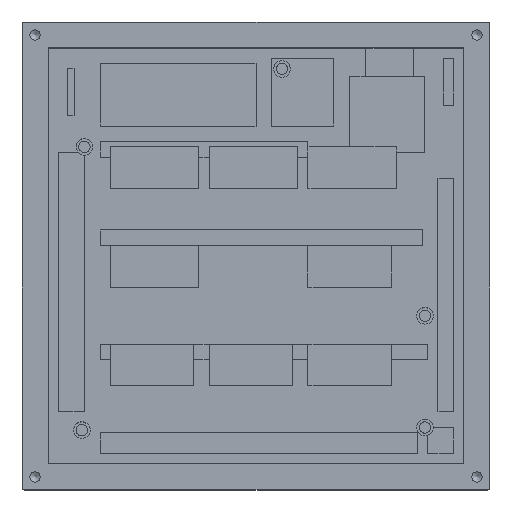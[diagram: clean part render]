
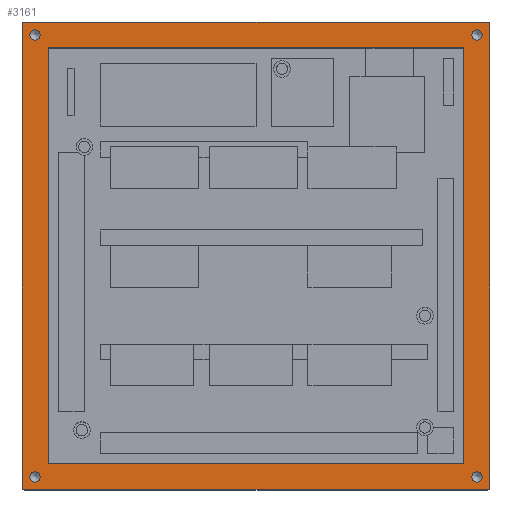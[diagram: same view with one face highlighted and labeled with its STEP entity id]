
A CAD part, top view. The second image highlights one B-rep face of the part: STEP entity #3161.
In plain terms, the highlighted planar face has unit normal (0, 0, 1).
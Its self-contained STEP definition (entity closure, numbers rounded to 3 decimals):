
#114=CIRCLE('',#3377,0.5);
#115=CIRCLE('',#3379,0.5);
#116=CIRCLE('',#3383,0.5);
#117=CIRCLE('',#3385,0.5);
#119=CIRCLE('',#3392,1.);
#121=CIRCLE('',#3396,1.);
#123=CIRCLE('',#3400,1.);
#125=CIRCLE('',#3404,1.);
#143=FACE_BOUND('',#459,.T.);
#144=FACE_BOUND('',#460,.T.);
#145=FACE_BOUND('',#461,.T.);
#146=FACE_BOUND('',#462,.T.);
#147=FACE_BOUND('',#463,.T.);
#263=FACE_OUTER_BOUND('',#458,.T.);
#458=EDGE_LOOP('',(#2606,#2607,#2608,#2609,#2610,#2611,#2612,#2613));
#459=EDGE_LOOP('',(#2614));
#460=EDGE_LOOP('',(#2615));
#461=EDGE_LOOP('',(#2616));
#462=EDGE_LOOP('',(#2617));
#463=EDGE_LOOP('',(#2618,#2619,#2620,#2621));
#816=LINE('',#4985,#1203);
#817=LINE('',#4987,#1204);
#826=LINE('',#5026,#1213);
#827=LINE('',#5027,#1214);
#828=LINE('',#5030,#1215);
#829=LINE('',#5032,#1216);
#830=LINE('',#5034,#1217);
#831=LINE('',#5035,#1218);
#1203=VECTOR('',#4050,10.);
#1204=VECTOR('',#4053,10.);
#1213=VECTOR('',#4098,10.);
#1214=VECTOR('',#4099,10.);
#1215=VECTOR('',#4100,10.);
#1216=VECTOR('',#4101,10.);
#1217=VECTOR('',#4102,10.);
#1218=VECTOR('',#4103,10.);
#1529=VERTEX_POINT('',#4955);
#1530=VERTEX_POINT('',#4956);
#1531=VERTEX_POINT('',#4961);
#1532=VERTEX_POINT('',#4962);
#1533=VERTEX_POINT('',#4973);
#1534=VERTEX_POINT('',#4974);
#1535=VERTEX_POINT('',#4979);
#1536=VERTEX_POINT('',#4980);
#1539=VERTEX_POINT('',#4995);
#1542=VERTEX_POINT('',#5004);
#1545=VERTEX_POINT('',#5013);
#1548=VERTEX_POINT('',#5022);
#1549=VERTEX_POINT('',#5028);
#1550=VERTEX_POINT('',#5029);
#1551=VERTEX_POINT('',#5031);
#1552=VERTEX_POINT('',#5033);
#1902=EDGE_CURVE('',#1529,#1530,#114,.T.);
#1905=EDGE_CURVE('',#1531,#1532,#115,.T.);
#1912=EDGE_CURVE('',#1533,#1534,#116,.T.);
#1915=EDGE_CURVE('',#1535,#1536,#117,.T.);
#1918=EDGE_CURVE('',#1534,#1529,#816,.T.);
#1919=EDGE_CURVE('',#1536,#1533,#817,.T.);
#1922=EDGE_CURVE('',#1539,#1539,#119,.T.);
#1926=EDGE_CURVE('',#1542,#1542,#121,.T.);
#1930=EDGE_CURVE('',#1545,#1545,#123,.T.);
#1934=EDGE_CURVE('',#1548,#1548,#125,.T.);
#1936=EDGE_CURVE('',#1532,#1535,#826,.T.);
#1937=EDGE_CURVE('',#1530,#1531,#827,.T.);
#1938=EDGE_CURVE('',#1549,#1550,#828,.T.);
#1939=EDGE_CURVE('',#1551,#1549,#829,.T.);
#1940=EDGE_CURVE('',#1552,#1551,#830,.T.);
#1941=EDGE_CURVE('',#1550,#1552,#831,.T.);
#2606=ORIENTED_EDGE('',*,*,#1902,.F.);
#2607=ORIENTED_EDGE('',*,*,#1918,.F.);
#2608=ORIENTED_EDGE('',*,*,#1912,.F.);
#2609=ORIENTED_EDGE('',*,*,#1919,.F.);
#2610=ORIENTED_EDGE('',*,*,#1915,.F.);
#2611=ORIENTED_EDGE('',*,*,#1936,.F.);
#2612=ORIENTED_EDGE('',*,*,#1905,.F.);
#2613=ORIENTED_EDGE('',*,*,#1937,.F.);
#2614=ORIENTED_EDGE('',*,*,#1922,.T.);
#2615=ORIENTED_EDGE('',*,*,#1926,.T.);
#2616=ORIENTED_EDGE('',*,*,#1930,.T.);
#2617=ORIENTED_EDGE('',*,*,#1934,.T.);
#2618=ORIENTED_EDGE('',*,*,#1938,.F.);
#2619=ORIENTED_EDGE('',*,*,#1939,.F.);
#2620=ORIENTED_EDGE('',*,*,#1940,.F.);
#2621=ORIENTED_EDGE('',*,*,#1941,.F.);
#2983=PLANE('',#3405);
#3161=ADVANCED_FACE('',(#263,#143,#144,#145,#146,#147),#2983,.F.);
#3377=AXIS2_PLACEMENT_3D('',#4957,#4018,#4019);
#3379=AXIS2_PLACEMENT_3D('',#4963,#4024,#4025);
#3383=AXIS2_PLACEMENT_3D('',#4975,#4038,#4039);
#3385=AXIS2_PLACEMENT_3D('',#4981,#4044,#4045);
#3392=AXIS2_PLACEMENT_3D('',#4996,#4063,#4064);
#3396=AXIS2_PLACEMENT_3D('',#5005,#4073,#4074);
#3400=AXIS2_PLACEMENT_3D('',#5014,#4083,#4084);
#3404=AXIS2_PLACEMENT_3D('',#5023,#4093,#4094);
#3405=AXIS2_PLACEMENT_3D('',#5025,#4096,#4097);
#4018=DIRECTION('center_axis',(0.,0.,-1.));
#4019=DIRECTION('ref_axis',(-0.707,-0.707,0.));
#4024=DIRECTION('center_axis',(0.,0.,-1.));
#4025=DIRECTION('ref_axis',(-0.707,0.707,0.));
#4038=DIRECTION('center_axis',(0.,0.,-1.));
#4039=DIRECTION('ref_axis',(0.707,-0.707,0.));
#4044=DIRECTION('center_axis',(0.,0.,-1.));
#4045=DIRECTION('ref_axis',(0.707,0.707,0.));
#4050=DIRECTION('',(-1.,0.,0.));
#4053=DIRECTION('',(0.,-1.,0.));
#4063=DIRECTION('center_axis',(0.,0.,-1.));
#4064=DIRECTION('ref_axis',(1.,0.,0.));
#4073=DIRECTION('center_axis',(0.,0.,-1.));
#4074=DIRECTION('ref_axis',(1.,0.,0.));
#4083=DIRECTION('center_axis',(0.,0.,-1.));
#4084=DIRECTION('ref_axis',(1.,0.,0.));
#4093=DIRECTION('center_axis',(0.,0.,-1.));
#4094=DIRECTION('ref_axis',(1.,0.,0.));
#4096=DIRECTION('center_axis',(0.,0.,-1.));
#4097=DIRECTION('ref_axis',(-1.,0.,0.));
#4098=DIRECTION('',(1.,0.,0.));
#4099=DIRECTION('',(0.,1.,0.));
#4100=DIRECTION('',(0.,1.,0.));
#4101=DIRECTION('',(1.,0.,0.));
#4102=DIRECTION('',(0.,-1.,0.));
#4103=DIRECTION('',(-1.,0.,0.));
#4955=CARTESIAN_POINT('',(-4.5,-5.,11.));
#4956=CARTESIAN_POINT('',(-5.,-4.5,11.));
#4957=CARTESIAN_POINT('Origin',(-4.5,-4.5,11.));
#4961=CARTESIAN_POINT('',(-5.,84.5,11.));
#4962=CARTESIAN_POINT('',(-4.5,85.,11.));
#4963=CARTESIAN_POINT('Origin',(-4.5,84.5,11.));
#4973=CARTESIAN_POINT('',(85.,-4.5,11.));
#4974=CARTESIAN_POINT('',(84.5,-5.,11.));
#4975=CARTESIAN_POINT('Origin',(84.5,-4.5,11.));
#4979=CARTESIAN_POINT('',(84.5,85.,11.));
#4980=CARTESIAN_POINT('',(85.,84.5,11.));
#4981=CARTESIAN_POINT('Origin',(84.5,84.5,11.));
#4985=CARTESIAN_POINT('',(17.5,-5.,11.));
#4987=CARTESIAN_POINT('',(85.,17.5,11.));
#4995=CARTESIAN_POINT('',(-3.5,-2.5,11.));
#4996=CARTESIAN_POINT('Origin',(-2.5,-2.5,11.));
#5004=CARTESIAN_POINT('',(-3.5,82.5,11.));
#5005=CARTESIAN_POINT('Origin',(-2.5,82.5,11.));
#5013=CARTESIAN_POINT('',(81.5,82.5,11.));
#5014=CARTESIAN_POINT('Origin',(82.5,82.5,11.));
#5022=CARTESIAN_POINT('',(81.5,-2.5,11.));
#5023=CARTESIAN_POINT('Origin',(82.5,-2.5,11.));
#5025=CARTESIAN_POINT('Origin',(40.,40.,11.));
#5026=CARTESIAN_POINT('',(62.5,85.,11.));
#5027=CARTESIAN_POINT('',(-5.,62.5,11.));
#5028=CARTESIAN_POINT('',(80.,0.,11.));
#5029=CARTESIAN_POINT('',(80.,80.,11.));
#5030=CARTESIAN_POINT('',(80.,60.,11.));
#5031=CARTESIAN_POINT('',(0.,0.,11.));
#5032=CARTESIAN_POINT('',(60.,0.,11.));
#5033=CARTESIAN_POINT('',(0.,80.,11.));
#5034=CARTESIAN_POINT('',(0.,20.,11.));
#5035=CARTESIAN_POINT('',(20.,80.,11.));
